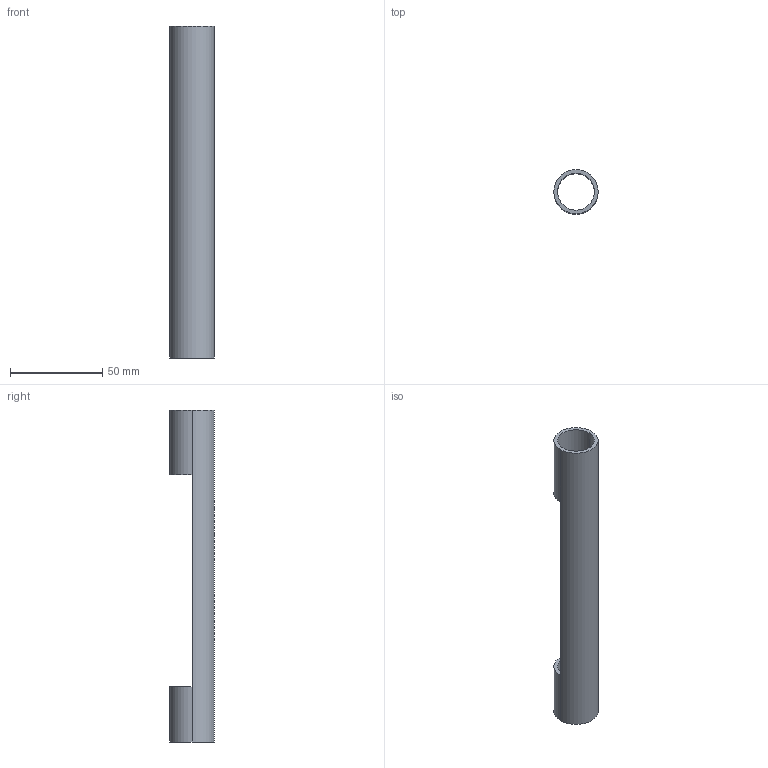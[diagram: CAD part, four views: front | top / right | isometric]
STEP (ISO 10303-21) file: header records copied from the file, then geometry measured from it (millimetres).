
FILE_DESCRIPTION (( 'STEP AP203' ), '1' );
FILE_NAME ('hopper base2.STEP', '2013-05-07T06:43:04', ( '' ), ( '' ), 'SwSTEP 2.0', 'SolidWorks 2012', '' );
FILE_SCHEMA (( 'CONFIG_CONTROL_DESIGN' ));
Length unit declared in the file: millimetre
Products named in the file (1): hopper base2
Bounding box: 24 x 24 x 180 mm (x, y, z)
Volume: 16933.2 mm3; surface area: 17807.9 mm2
Topology: 1 solids, 1 shells, 12 faces, 28 edges, 16 vertices
Faces by surface type: cylinder 6, plane 6
Entity records: 425 total; most frequent: DIRECTION 66, CARTESIAN_POINT 57, ORIENTED_EDGE 56, EDGE_CURVE 28, AXIS2_PLACEMENT_3D 25, VERTEX_POINT 16, LINE 16, VECTOR 16
